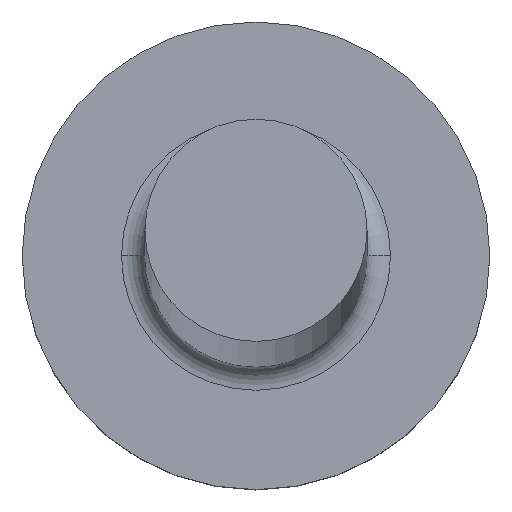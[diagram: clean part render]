
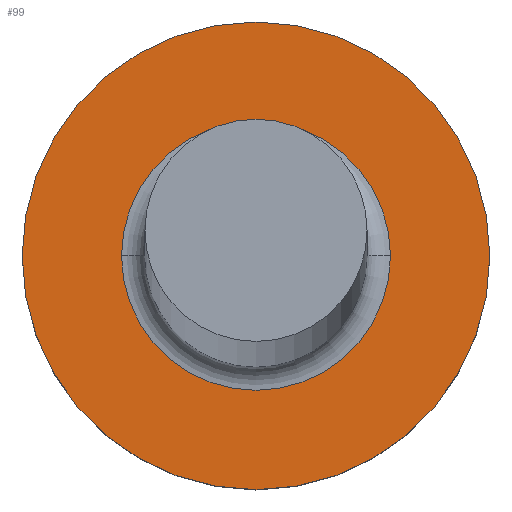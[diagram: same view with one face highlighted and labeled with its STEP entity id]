
A CAD part, top view. The second image highlights one B-rep face of the part: STEP entity #99.
In plain terms, the highlighted planar face has unit normal (0, 0, 1).
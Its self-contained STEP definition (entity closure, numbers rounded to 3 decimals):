
#3 = AXIS2_PLACEMENT_3D ( 'NONE', #134, #19, #62 ) ;
#5 = VERTEX_POINT ( 'NONE', #122 ) ;
#7 = CIRCLE ( 'NONE', #242, 1.15 ) ;
#15 = CARTESIAN_POINT ( 'NONE',  ( 0., 0., 1.5 ) ) ;
#17 = AXIS2_PLACEMENT_3D ( 'NONE', #15, #252, #184 ) ;
#19 = DIRECTION ( 'NONE',  ( 0., 0., 1. ) ) ;
#21 = CARTESIAN_POINT ( 'NONE',  ( -2., 0., 1.5 ) ) ;
#62 = DIRECTION ( 'NONE',  ( 1., 0., 0. ) ) ;
#64 = CARTESIAN_POINT ( 'NONE',  ( 2., 0., 1.5 ) ) ;
#68 = AXIS2_PLACEMENT_3D ( 'NONE', #132, #277, #280 ) ;
#74 = EDGE_CURVE ( 'NONE', #288, #119, #156, .T. ) ;
#79 = ORIENTED_EDGE ( 'NONE', *, *, #149, .T. ) ;
#88 = DIRECTION ( 'NONE',  ( 0., 0., 1. ) ) ;
#93 = CARTESIAN_POINT ( 'NONE',  ( 0., 0., 1.5 ) ) ;
#99 = ADVANCED_FACE ( 'NONE', ( #150, #206 ), #279, .T. ) ;
#119 = VERTEX_POINT ( 'NONE', #64 ) ;
#121 = CIRCLE ( 'NONE', #181, 2. ) ;
#122 = CARTESIAN_POINT ( 'NONE',  ( 1.15, 0., 1.5 ) ) ;
#131 = EDGE_CURVE ( 'NONE', #5, #177, #7, .T. ) ;
#132 = CARTESIAN_POINT ( 'NONE',  ( 0., 0., 1.5 ) ) ;
#134 = CARTESIAN_POINT ( 'NONE',  ( 0., 0., 1.5 ) ) ;
#149 = EDGE_CURVE ( 'NONE', #177, #5, #300, .T. ) ;
#150 = FACE_BOUND ( 'NONE', #246, .T. ) ;
#152 = CARTESIAN_POINT ( 'NONE',  ( 0., 0., 1.5 ) ) ;
#156 = CIRCLE ( 'NONE', #68, 2. ) ;
#177 = VERTEX_POINT ( 'NONE', #282 ) ;
#181 = AXIS2_PLACEMENT_3D ( 'NONE', #93, #88, #286 ) ;
#184 = DIRECTION ( 'NONE',  ( 1., 0., 0. ) ) ;
#192 = ORIENTED_EDGE ( 'NONE', *, *, #131, .T. ) ;
#206 = FACE_OUTER_BOUND ( 'NONE', #219, .T. ) ;
#219 = EDGE_LOOP ( 'NONE', ( #238, #232 ) ) ;
#232 = ORIENTED_EDGE ( 'NONE', *, *, #251, .T. ) ;
#238 = ORIENTED_EDGE ( 'NONE', *, *, #74, .T. ) ;
#242 = AXIS2_PLACEMENT_3D ( 'NONE', #152, #281, #256 ) ;
#246 = EDGE_LOOP ( 'NONE', ( #192, #79 ) ) ;
#251 = EDGE_CURVE ( 'NONE', #119, #288, #121, .T. ) ;
#252 = DIRECTION ( 'NONE',  ( 0., 0., -1. ) ) ;
#256 = DIRECTION ( 'NONE',  ( 1., 0., 0. ) ) ;
#277 = DIRECTION ( 'NONE',  ( 0., 0., 1. ) ) ;
#279 = PLANE ( 'NONE',  #3 ) ;
#280 = DIRECTION ( 'NONE',  ( 1., 0., 0. ) ) ;
#281 = DIRECTION ( 'NONE',  ( 0., 0., -1. ) ) ;
#282 = CARTESIAN_POINT ( 'NONE',  ( -1.15, 0., 1.5 ) ) ;
#286 = DIRECTION ( 'NONE',  ( 1., 0., 0. ) ) ;
#288 = VERTEX_POINT ( 'NONE', #21 ) ;
#300 = CIRCLE ( 'NONE', #17, 1.15 ) ;
